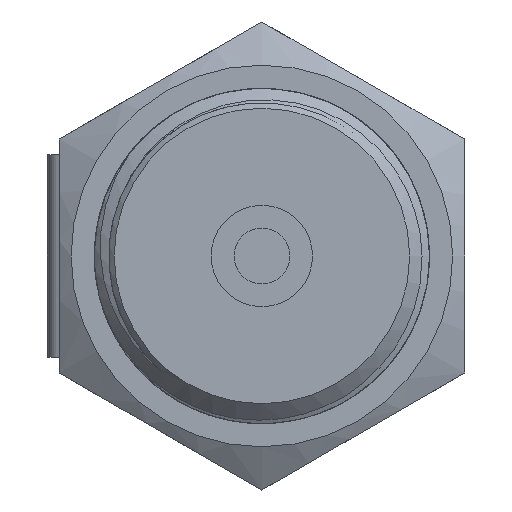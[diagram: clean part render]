
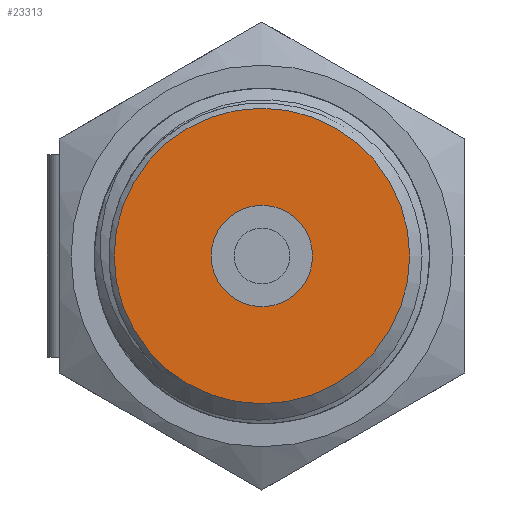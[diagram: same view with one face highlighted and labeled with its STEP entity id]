
A CAD part, left-side view. The second image highlights one B-rep face of the part: STEP entity #23313.
In plain terms, the highlighted planar face has unit normal (-1, 0, 0).
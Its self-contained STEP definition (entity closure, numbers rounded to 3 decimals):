
#560=FACE_BOUND('',#2970,.T.);
#660=PLANE('',#24552);
#1611=FACE_OUTER_BOUND('',#2969,.T.);
#2969=EDGE_LOOP('',(#17206));
#2970=EDGE_LOOP('',(#17207));
#4129=CIRCLE('',#24551,3.);
#4130=CIRCLE('',#24553,8.75);
#10224=VERTEX_POINT('',#40672);
#10225=VERTEX_POINT('',#40676);
#12825=EDGE_CURVE('',#10224,#10224,#4129,.T.);
#12827=EDGE_CURVE('',#10225,#10225,#4130,.T.);
#17206=ORIENTED_EDGE('',*,*,#12827,.F.);
#17207=ORIENTED_EDGE('',*,*,#12825,.T.);
#23313=ADVANCED_FACE('',(#1611,#560),#660,.T.);
#24551=AXIS2_PLACEMENT_3D('',#40673,#26770,#26771);
#24552=AXIS2_PLACEMENT_3D('',#40675,#26773,#26774);
#24553=AXIS2_PLACEMENT_3D('',#40677,#26775,#26776);
#26770=DIRECTION('center_axis',(1.,0.,0.));
#26771=DIRECTION('ref_axis',(0.,0.,-1.));
#26773=DIRECTION('center_axis',(-1.,0.,0.));
#26774=DIRECTION('ref_axis',(0.,0.,1.));
#26775=DIRECTION('center_axis',(1.,0.,0.));
#26776=DIRECTION('ref_axis',(0.,0.,-1.));
#40672=CARTESIAN_POINT('',(3.,-3.,0.));
#40673=CARTESIAN_POINT('Origin',(3.,0.,0.));
#40675=CARTESIAN_POINT('Origin',(3.,8.75,0.));
#40676=CARTESIAN_POINT('',(3.,-8.75,0.));
#40677=CARTESIAN_POINT('Origin',(3.,0.,0.));
